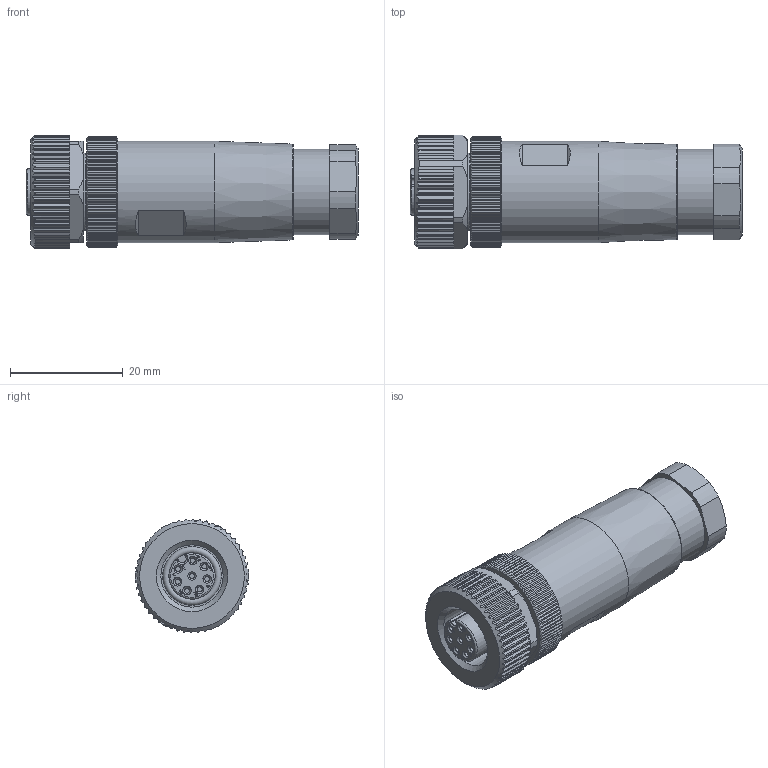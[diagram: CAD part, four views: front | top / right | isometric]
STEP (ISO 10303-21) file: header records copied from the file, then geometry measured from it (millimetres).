
FILE_DESCRIPTION(/* description */ (''),/* implementation_level */ '2;1');
FILE_NAME(/* name */ 'WAKC8K.stp',/* time_stamp */ '2016-12-09T09:42:14+01:00',/* author */ (''),/* organization */ (''),/* preprocessor_version */ 'ST-DEVELOPER v16',/* originating_system */ 'SIEMENS PLM Software NX 10.0',/* authorisation */ '');
FILE_SCHEMA (('AUTOMOTIVE_DESIGN { 1 0 10303 214 3 1 1 1 }'));
Length unit declared in the file: millimetre
Products named in the file (1): cerl14C80EE2odty
Bounding box: 58.95 x 20.2 x 20.2 mm (x, y, z)
Volume: 14079.3 mm3; surface area: 5144.1 mm2
Topology: 1 solids, 1 shells, 686 faces, 1933 edges, 1282 vertices
Faces by surface type: plane 387, cylinder 239, extrusion 33, cone 20, torus 4, sphere 3
Full cylindrical faces by diameter (mm): 0.9 x8, 1.35 x8, 11.05 x1, 13.5 x1, 15.2 x1, 18 x1, 19 x1
Entity records: 24199 total; most frequent: CARTESIAN_POINT 7271, ORIENTED_EDGE 3744, DIRECTION 3153, EDGE_CURVE 1872, VERTEX_POINT 1261, AXIS2_PLACEMENT_3D 1078, VECTOR 997, LINE 964
